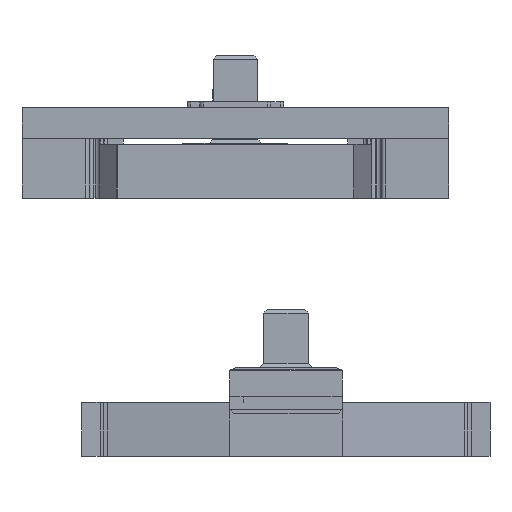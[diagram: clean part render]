
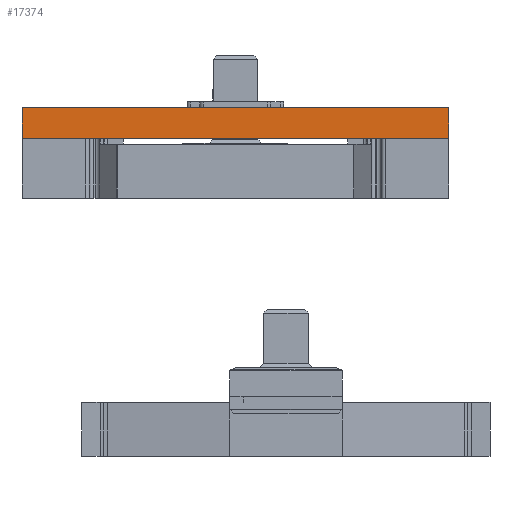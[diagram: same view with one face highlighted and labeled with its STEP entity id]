
A CAD part, front view. The second image highlights one B-rep face of the part: STEP entity #17374.
In plain terms, the highlighted face is planar.
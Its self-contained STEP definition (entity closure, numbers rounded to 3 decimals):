
#1710=FACE_OUTER_BOUND('',#2688,.T.);
#2688=EDGE_LOOP('',(#15728,#15729,#15730,#15731));
#4654=LINE('',#28389,#6689);
#4722=LINE('',#28559,#6757);
#4725=LINE('',#28565,#6760);
#4726=LINE('',#28566,#6761);
#6689=VECTOR('',#23400,10.);
#6757=VECTOR('',#23562,10.);
#6760=VECTOR('',#23567,10.);
#6761=VECTOR('',#23568,10.);
#8287=VERTEX_POINT('',#28387);
#8288=VERTEX_POINT('',#28388);
#8343=VERTEX_POINT('',#28558);
#8345=VERTEX_POINT('',#28564);
#10730=EDGE_CURVE('',#8287,#8288,#4654,.T.);
#10814=EDGE_CURVE('',#8287,#8343,#4722,.T.);
#10817=EDGE_CURVE('',#8288,#8345,#4725,.T.);
#10818=EDGE_CURVE('',#8345,#8343,#4726,.T.);
#15728=ORIENTED_EDGE('',*,*,#10730,.T.);
#15729=ORIENTED_EDGE('',*,*,#10817,.T.);
#15730=ORIENTED_EDGE('',*,*,#10818,.T.);
#15731=ORIENTED_EDGE('',*,*,#10814,.F.);
#16461=PLANE('',#18802);
#17374=ADVANCED_FACE('',(#1710),#16461,.F.);
#18802=AXIS2_PLACEMENT_3D('',#28563,#23565,#23566);
#23400=DIRECTION('',(0.,-1.,0.));
#23562=DIRECTION('',(0.,0.,1.));
#23565=DIRECTION('center_axis',(1.,0.,0.));
#23566=DIRECTION('ref_axis',(0.,1.,0.));
#23567=DIRECTION('',(0.,0.,1.));
#23568=DIRECTION('',(0.,1.,0.));
#28387=CARTESIAN_POINT('',(-120.509,55.35,15.5));
#28388=CARTESIAN_POINT('',(-120.509,-55.35,15.5));
#28389=CARTESIAN_POINT('',(-120.509,55.35,15.5));
#28558=CARTESIAN_POINT('',(-120.509,55.35,23.5));
#28559=CARTESIAN_POINT('',(-120.509,55.35,15.5));
#28563=CARTESIAN_POINT('Origin',(-120.509,-55.35,15.5));
#28564=CARTESIAN_POINT('',(-120.509,-55.35,23.5));
#28565=CARTESIAN_POINT('',(-120.509,-55.35,15.5));
#28566=CARTESIAN_POINT('',(-120.509,55.35,23.5));
